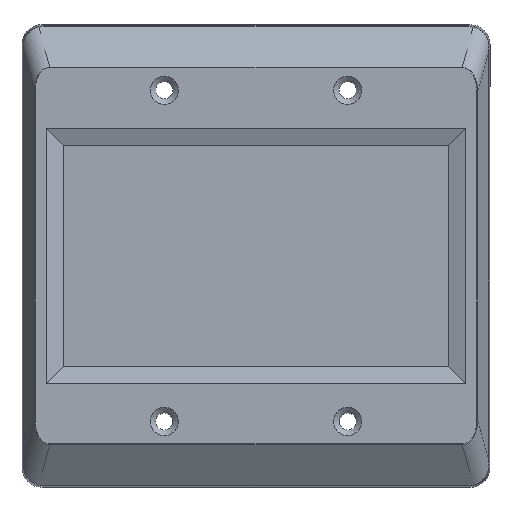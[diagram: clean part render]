
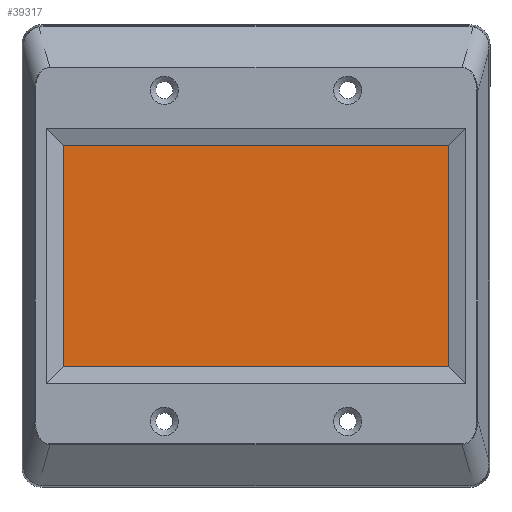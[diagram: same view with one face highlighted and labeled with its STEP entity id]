
A CAD part, top view. The second image highlights one B-rep face of the part: STEP entity #39317.
In plain terms, the highlighted planar face has unit normal (0, 0, 1).
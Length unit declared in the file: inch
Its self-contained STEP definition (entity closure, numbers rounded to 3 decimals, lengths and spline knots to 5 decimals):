
#39278=CARTESIAN_POINT('',(0.,0.095,0.0));
#39279=DIRECTION('',(0.0,0.0,1.0));
#39280=DIRECTION('',(1.0,0.0,0.0));
#39281=AXIS2_PLACEMENT_3D('',#39278,#39279,#39280);
#39282=PLANE('',#39281);
#39283=CARTESIAN_POINT('',(-1.99865,-1.04515,0.0));
#39284=VERTEX_POINT('',#39283);
#39285=CARTESIAN_POINT('',(1.99865,-1.04515,0.0));
#39286=VERTEX_POINT('',#39285);
#39287=CARTESIAN_POINT('',(-1.99865,-1.04515,0.0));
#39288=DIRECTION('',(1.0,0.0,0.0));
#39289=VECTOR('',#39288,3.9973);
#39290=LINE('',#39287,#39289);
#39291=EDGE_CURVE('',#39284,#39286,#39290,.T.);
#39292=ORIENTED_EDGE('',*,*,#39291,.T.);
#39293=CARTESIAN_POINT('',(1.99865,1.23515,0.0));
#39294=VERTEX_POINT('',#39293);
#39295=CARTESIAN_POINT('',(1.99865,-1.04515,0.0));
#39296=DIRECTION('',(0.,1.0,0.0));
#39297=VECTOR('',#39296,2.2803);
#39298=LINE('',#39295,#39297);
#39299=EDGE_CURVE('',#39286,#39294,#39298,.T.);
#39300=ORIENTED_EDGE('',*,*,#39299,.T.);
#39301=CARTESIAN_POINT('',(-1.99865,1.23515,0.0));
#39302=VERTEX_POINT('',#39301);
#39303=CARTESIAN_POINT('',(1.99865,1.23515,0.0));
#39304=DIRECTION('',(-1.0,0.0,0.0));
#39305=VECTOR('',#39304,3.9973);
#39306=LINE('',#39303,#39305);
#39307=EDGE_CURVE('',#39294,#39302,#39306,.T.);
#39308=ORIENTED_EDGE('',*,*,#39307,.T.);
#39309=CARTESIAN_POINT('',(-1.99865,1.23515,0.0));
#39310=DIRECTION('',(0.,-1.0,0.0));
#39311=VECTOR('',#39310,2.2803);
#39312=LINE('',#39309,#39311);
#39313=EDGE_CURVE('',#39302,#39284,#39312,.T.);
#39314=ORIENTED_EDGE('',*,*,#39313,.T.);
#39315=EDGE_LOOP('',(#39292,#39300,#39308,#39314));
#39316=FACE_OUTER_BOUND('',#39315,.T.);
#39317=ADVANCED_FACE('',(#39316),#39282,.T.);
